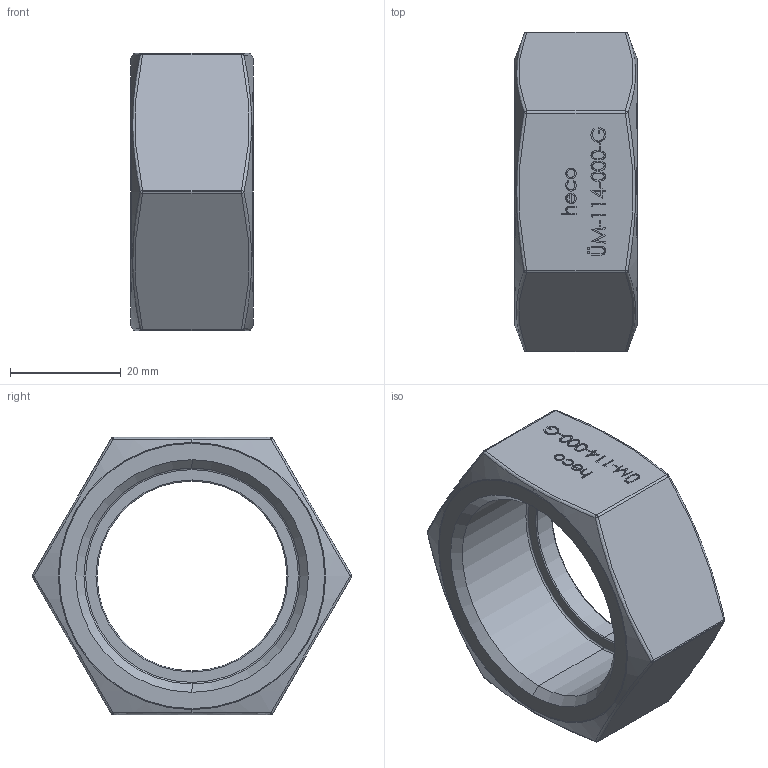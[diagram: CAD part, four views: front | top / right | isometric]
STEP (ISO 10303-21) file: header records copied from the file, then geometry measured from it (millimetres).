
FILE_DESCRIPTION (( 'STEP AP214' ), '1' );
FILE_NAME ('ÜM-114-000-G Überwurfmutter.STEP', '2018-06-21T07:34:13', ( '' ), ( '' ), 'SwSTEP 2.0', 'SolidWorks 2016', '' );
FILE_SCHEMA (( 'AUTOMOTIVE_DESIGN' ));
Length unit declared in the file: millimetre
Products named in the file (1): ÜM-114-000-G Überwurfmutter
Bounding box: 22 x 57.58 x 50 mm (x, y, z)
Volume: 21987.5 mm3; surface area: 8516.9 mm2
Topology: 1 solids, 1 shells, 297 faces, 750 edges, 482 vertices
Faces by surface type: bspline 133, plane 125, sphere 12, cylinder 11, torus 10, cone 6
Entity records: 18001 total; most frequent: CARTESIAN_POINT 9803, ORIENTED_EDGE 1488, DIRECTION 876, EDGE_CURVE 744, VERTEX_POINT 480, LINE 402, VECTOR 402, EDGE_LOOP 330
